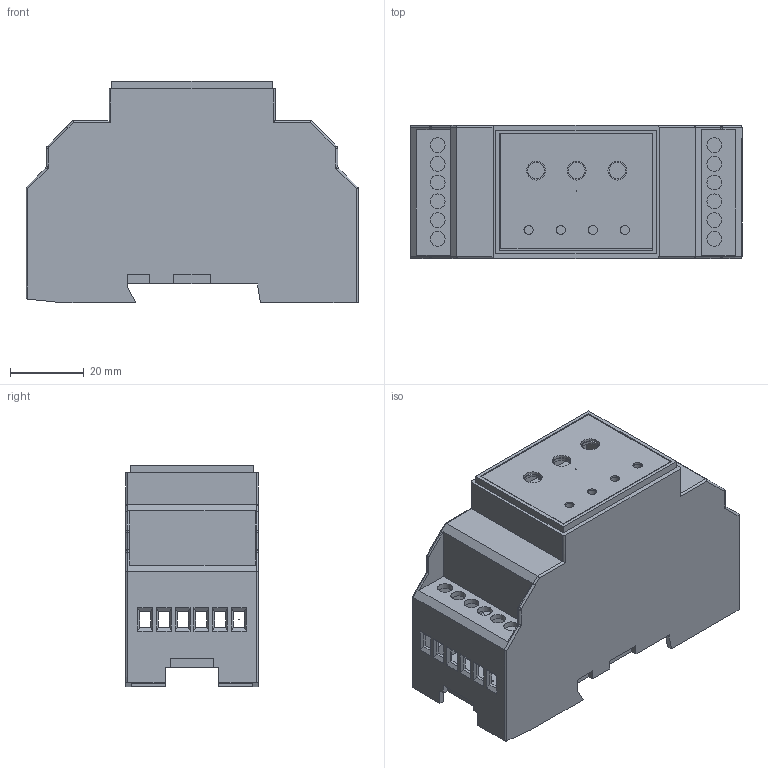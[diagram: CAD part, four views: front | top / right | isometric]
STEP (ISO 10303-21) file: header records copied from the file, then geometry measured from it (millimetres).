
FILE_DESCRIPTION(/* description */ ('Unknown'),/* implementation_level */ '2;1');
FILE_NAME(/* name */ 'MGH3BH10',/* time_stamp */ '2024-10-02T14:16:31+06:00',/* author */ ('Unknown'),/* organization */ ('Unknown'),/* preprocessor_version */ 'ST-DEVELOPER v18.104',/* originating_system */ 'Solid Edge',/* authorisation */ 'Unknown');
FILE_SCHEMA (('AUTOMOTIVE_DESIGN {1 0 10303 214 3 1 1}'));
Length unit declared in the file: millimetre
Products named in the file (1): MGH3BH10
Bounding box: 90 x 36 x 60.05 mm (x, y, z)
Volume: 58921.1 mm3; surface area: 41600.5 mm2
Topology: 3 solids, 3 shells, 390 faces, 1043 edges, 662 vertices
Faces by surface type: plane 294, cylinder 84, cone 4, bspline 4, torus 4
Full cylindrical faces by diameter (mm): 0.1 x1, 0.2 x2, 0.5 x1, 1.9 x3, 2.5 x4, 3.2 x4, 4 x12, 4.5 x6, 5 x4, 5.1 x3, 6 x3
Entity records: 14425 total; most frequent: CARTESIAN_POINT 2105, ORIENTED_EDGE 1940, DIRECTION 1896, EDGE_CURVE 970, LINE 802, VECTOR 802, VERTEX_POINT 640, AXIS2_PLACEMENT_3D 547
